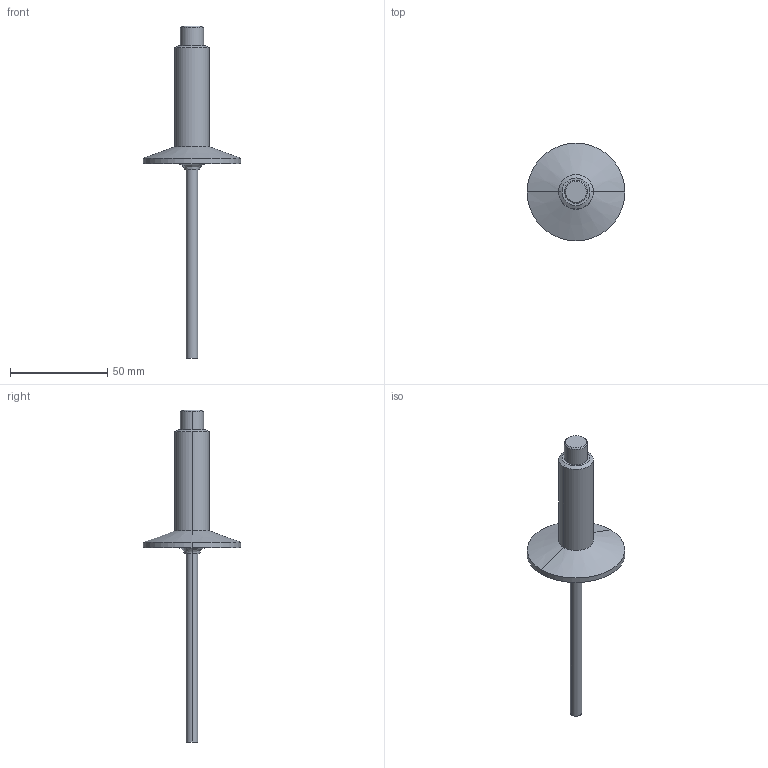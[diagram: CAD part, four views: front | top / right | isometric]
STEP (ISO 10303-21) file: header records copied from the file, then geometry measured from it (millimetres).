
FILE_DESCRIPTION (( 'STEP AP214' ), '1' );
FILE_NAME ('TM311-TWH1_0.STEP', '2025-03-10T17:39:42', ( '' ), ( '' ), 'SwSTEP 2.0', 'SolidWorks 2021', '' );
FILE_SCHEMA (( 'AUTOMOTIVE_DESIGN' ));
Length unit declared in the file: inch
Products named in the file (1): TM311-TWH1_0
Bounding box: 50.4 x 50.4 x 171 mm (x, y, z)
Volume: 28042.6 mm3; surface area: 9904.3 mm2
Topology: 1 solids, 1 shells, 29 faces, 57 edges, 34 vertices
Faces by surface type: cone 11, cylinder 8, plane 6, bspline 4
Entity records: 1009 total; most frequent: CARTESIAN_POINT 359, DIRECTION 143, ORIENTED_EDGE 114, AXIS2_PLACEMENT_3D 62, EDGE_CURVE 57, CIRCLE 36, VERTEX_POINT 34, EDGE_LOOP 33
